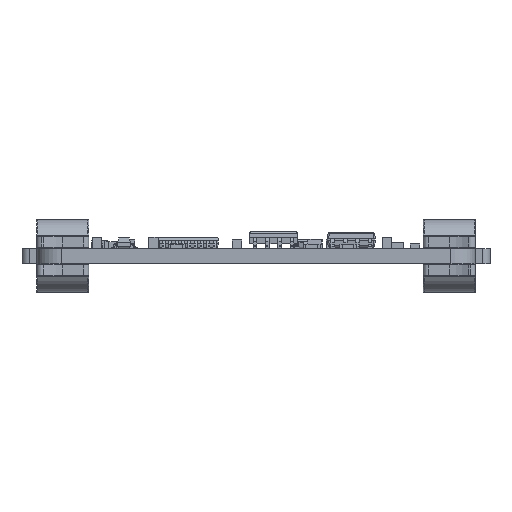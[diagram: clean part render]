
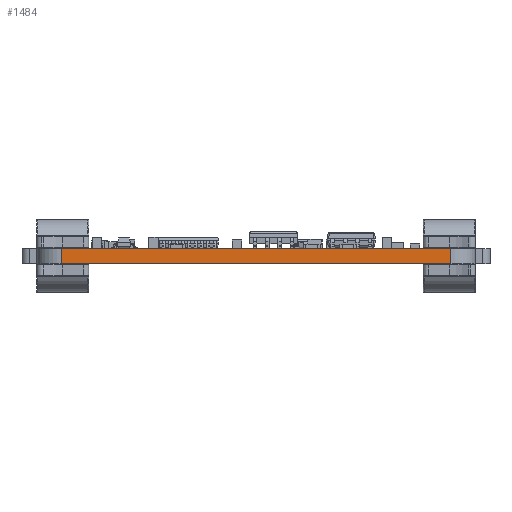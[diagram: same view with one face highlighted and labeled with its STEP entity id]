
A CAD part, left-side view. The second image highlights one B-rep face of the part: STEP entity #1484.
In plain terms, the highlighted planar face has unit normal (-1, 0, 0).
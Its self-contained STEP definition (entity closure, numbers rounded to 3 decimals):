
#1457 = VERTEX_POINT('',#1458);
#1458 = CARTESIAN_POINT('',(20.6,9.092,1.545));
#1465 = EDGE_CURVE('',#1466,#1457,#1468,.T.);
#1466 = VERTEX_POINT('',#1467);
#1467 = CARTESIAN_POINT('',(20.6,9.092,0.));
#1468 = LINE('',#1469,#1470);
#1469 = CARTESIAN_POINT('',(20.6,9.092,0.));
#1470 = VECTOR('',#1471,1.);
#1471 = DIRECTION('',(0.,0.,1.));
#1484 = ADVANCED_FACE('',(#1485),#1510,.F.);
#1485 = FACE_BOUND('',#1486,.F.);
#1486 = EDGE_LOOP('',(#1487,#1488,#1496,#1504));
#1487 = ORIENTED_EDGE('',*,*,#1465,.T.);
#1488 = ORIENTED_EDGE('',*,*,#1489,.T.);
#1489 = EDGE_CURVE('',#1457,#1490,#1492,.T.);
#1490 = VERTEX_POINT('',#1491);
#1491 = CARTESIAN_POINT('',(20.6,-30.9,1.545));
#1492 = LINE('',#1493,#1494);
#1493 = CARTESIAN_POINT('',(20.6,9.092,1.545));
#1494 = VECTOR('',#1495,1.);
#1495 = DIRECTION('',(0.,-1.,0.));
#1496 = ORIENTED_EDGE('',*,*,#1497,.F.);
#1497 = EDGE_CURVE('',#1498,#1490,#1500,.T.);
#1498 = VERTEX_POINT('',#1499);
#1499 = CARTESIAN_POINT('',(20.6,-30.9,0.));
#1500 = LINE('',#1501,#1502);
#1501 = CARTESIAN_POINT('',(20.6,-30.9,0.));
#1502 = VECTOR('',#1503,1.);
#1503 = DIRECTION('',(0.,0.,1.));
#1504 = ORIENTED_EDGE('',*,*,#1505,.F.);
#1505 = EDGE_CURVE('',#1466,#1498,#1506,.T.);
#1506 = LINE('',#1507,#1508);
#1507 = CARTESIAN_POINT('',(20.6,9.092,0.));
#1508 = VECTOR('',#1509,1.);
#1509 = DIRECTION('',(0.,-1.,0.));
#1510 = PLANE('',#1511);
#1511 = AXIS2_PLACEMENT_3D('',#1512,#1513,#1514);
#1512 = CARTESIAN_POINT('',(20.6,9.092,0.));
#1513 = DIRECTION('',(1.,0.,0.));
#1514 = DIRECTION('',(0.,-1.,0.));
